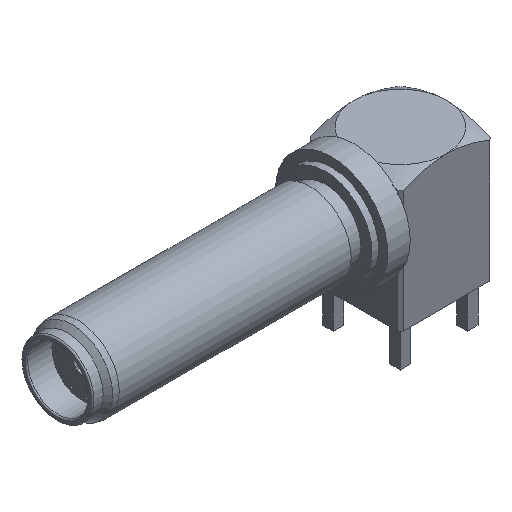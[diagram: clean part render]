
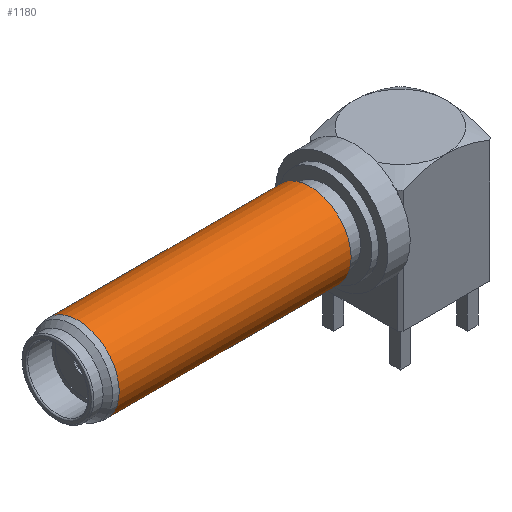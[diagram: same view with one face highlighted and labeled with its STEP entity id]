
A CAD part, isometric view. The second image highlights one B-rep face of the part: STEP entity #1180.
In plain terms, the highlighted cylindrical face has radius 3.12 mm (diameter 6.24 mm), a full revolution.
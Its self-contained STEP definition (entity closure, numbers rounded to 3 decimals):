
#204=FACE_BOUND('',#381,.T.);
#290=FACE_OUTER_BOUND('',#380,.T.);
#380=EDGE_LOOP('',(#855));
#381=EDGE_LOOP('',(#856));
#510=CIRCLE('',#1296,3.12);
#511=CIRCLE('',#1297,3.12);
#585=VERTEX_POINT('',#1884);
#586=VERTEX_POINT('',#1886);
#699=EDGE_CURVE('',#585,#585,#510,.T.);
#700=EDGE_CURVE('',#586,#586,#511,.T.);
#855=ORIENTED_EDGE('',*,*,#699,.T.);
#856=ORIENTED_EDGE('',*,*,#700,.T.);
#1154=CYLINDRICAL_SURFACE('',#1295,3.12);
#1180=ADVANCED_FACE('',(#290,#204),#1154,.T.);
#1295=AXIS2_PLACEMENT_3D('',#1883,#1469,#1470);
#1296=AXIS2_PLACEMENT_3D('',#1885,#1471,#1472);
#1297=AXIS2_PLACEMENT_3D('',#1887,#1473,#1474);
#1469=DIRECTION('center_axis',(-1.,0.,0.));
#1470=DIRECTION('ref_axis',(0.,-1.,0.));
#1471=DIRECTION('center_axis',(-1.,0.,0.));
#1472=DIRECTION('ref_axis',(0.,-1.,0.));
#1473=DIRECTION('center_axis',(1.,0.,0.));
#1474=DIRECTION('ref_axis',(0.,-1.,0.));
#1883=CARTESIAN_POINT('Origin',(-26.302,0.,
6.4));
#1884=CARTESIAN_POINT('',(-6.842,-3.12,6.4));
#1885=CARTESIAN_POINT('Origin',(-6.842,0.,
6.4));
#1886=CARTESIAN_POINT('',(-24.4,0.,9.52));
#1887=CARTESIAN_POINT('Origin',(-24.4,0.,6.4));
